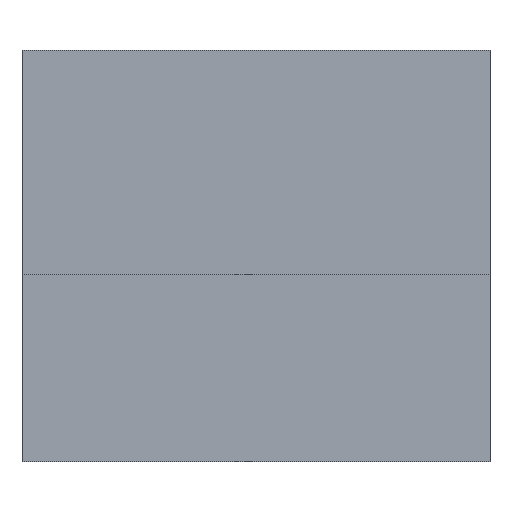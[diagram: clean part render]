
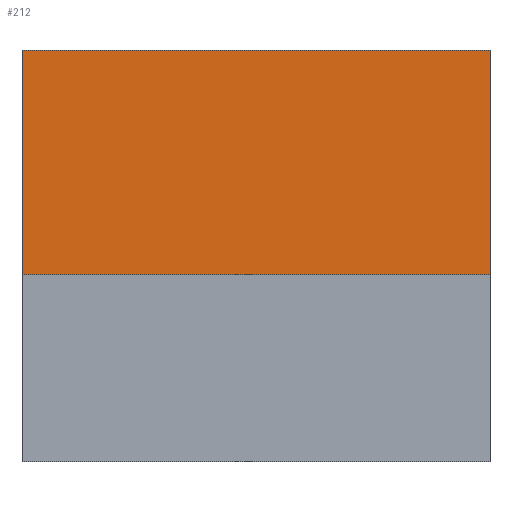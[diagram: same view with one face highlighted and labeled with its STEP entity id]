
A CAD part, front view. The second image highlights one B-rep face of the part: STEP entity #212.
In plain terms, the highlighted planar face has unit normal (0, -1, 0).
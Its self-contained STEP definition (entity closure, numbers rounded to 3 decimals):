
#154 = EDGE_CURVE('',#155,#157,#159,.T.);
#155 = VERTEX_POINT('',#156);
#156 = CARTESIAN_POINT('',(-0.625,-0.7,0.5));
#157 = VERTEX_POINT('',#158);
#158 = CARTESIAN_POINT('',(0.625,-0.7,0.5));
#159 = LINE('',#160,#161);
#160 = CARTESIAN_POINT('',(-0.625,-0.7,0.5));
#161 = VECTOR('',#162,1.);
#162 = DIRECTION('',(1.,0.,0.));
#212 = ADVANCED_FACE('',(#213),#238,.F.);
#213 = FACE_BOUND('',#214,.F.);
#214 = EDGE_LOOP('',(#215,#223,#231,#237));
#215 = ORIENTED_EDGE('',*,*,#216,.T.);
#216 = EDGE_CURVE('',#155,#217,#219,.T.);
#217 = VERTEX_POINT('',#218);
#218 = CARTESIAN_POINT('',(-0.625,-0.7,1.1));
#219 = LINE('',#220,#221);
#220 = CARTESIAN_POINT('',(-0.625,-0.7,0.5));
#221 = VECTOR('',#222,1.);
#222 = DIRECTION('',(0.,0.,1.));
#223 = ORIENTED_EDGE('',*,*,#224,.T.);
#224 = EDGE_CURVE('',#217,#225,#227,.T.);
#225 = VERTEX_POINT('',#226);
#226 = CARTESIAN_POINT('',(0.625,-0.7,1.1));
#227 = LINE('',#228,#229);
#228 = CARTESIAN_POINT('',(-0.625,-0.7,1.1));
#229 = VECTOR('',#230,1.);
#230 = DIRECTION('',(1.,0.,0.));
#231 = ORIENTED_EDGE('',*,*,#232,.F.);
#232 = EDGE_CURVE('',#157,#225,#233,.T.);
#233 = LINE('',#234,#235);
#234 = CARTESIAN_POINT('',(0.625,-0.7,0.5));
#235 = VECTOR('',#236,1.);
#236 = DIRECTION('',(0.,0.,1.));
#237 = ORIENTED_EDGE('',*,*,#154,.F.);
#238 = PLANE('',#239);
#239 = AXIS2_PLACEMENT_3D('',#240,#241,#242);
#240 = CARTESIAN_POINT('',(-0.625,-0.7,0.5));
#241 = DIRECTION('',(0.,1.,0.));
#242 = DIRECTION('',(1.,0.,0.));
